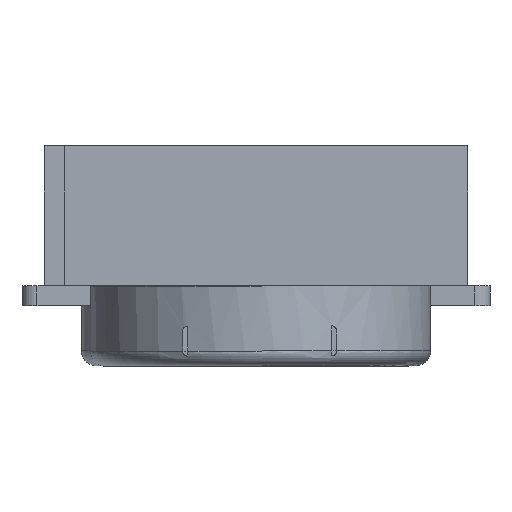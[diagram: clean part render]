
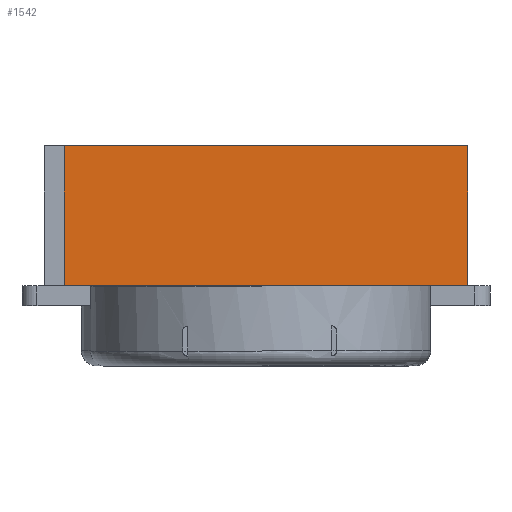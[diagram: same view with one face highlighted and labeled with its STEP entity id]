
A CAD part, front view. The second image highlights one B-rep face of the part: STEP entity #1542.
In plain terms, the highlighted planar face has unit normal (0, -1, 0).
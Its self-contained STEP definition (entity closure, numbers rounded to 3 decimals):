
#82=PLANE('',#1703);
#188=FACE_OUTER_BOUND('',#280,.T.);
#280=EDGE_LOOP('',(#1319,#1320,#1321,#1322));
#368=LINE('',#2455,#496);
#415=LINE('',#2653,#543);
#420=LINE('',#2662,#548);
#421=LINE('',#2664,#549);
#496=VECTOR('',#1932,10.);
#543=VECTOR('',#2089,10.);
#548=VECTOR('',#2096,10.);
#549=VECTOR('',#2099,10.);
#721=VERTEX_POINT('',#2452);
#722=VERTEX_POINT('',#2454);
#762=VERTEX_POINT('',#2652);
#765=VERTEX_POINT('',#2660);
#886=EDGE_CURVE('',#721,#722,#368,.T.);
#962=EDGE_CURVE('',#762,#722,#415,.T.);
#967=EDGE_CURVE('',#721,#765,#420,.T.);
#968=EDGE_CURVE('',#765,#762,#421,.T.);
#1319=ORIENTED_EDGE('',*,*,#886,.F.);
#1320=ORIENTED_EDGE('',*,*,#967,.T.);
#1321=ORIENTED_EDGE('',*,*,#968,.T.);
#1322=ORIENTED_EDGE('',*,*,#962,.T.);
#1542=ADVANCED_FACE('',(#188),#82,.T.);
#1703=AXIS2_PLACEMENT_3D('',#2663,#2097,#2098);
#1932=DIRECTION('',(-1.,0.,0.));
#2089=DIRECTION('',(0.,0.,-1.));
#2096=DIRECTION('',(0.,0.,1.));
#2097=DIRECTION('center_axis',(0.,-1.,0.));
#2098=DIRECTION('ref_axis',(0.,0.,1.));
#2099=DIRECTION('',(-1.,0.,0.));
#2452=CARTESIAN_POINT('',(51.577,-28.661,-19.4));
#2454=CARTESIAN_POINT('',(31.377,-28.661,-19.4));
#2455=CARTESIAN_POINT('',(36.177,-28.661,-19.4));
#2652=CARTESIAN_POINT('',(31.377,-28.661,-12.4));
#2653=CARTESIAN_POINT('',(31.377,-28.661,-19.4));
#2660=CARTESIAN_POINT('',(51.577,-28.661,-12.4));
#2662=CARTESIAN_POINT('',(51.577,-28.661,-19.4));
#2663=CARTESIAN_POINT('Origin',(31.377,-28.661,-19.4));
#2664=CARTESIAN_POINT('',(30.377,-28.661,-12.4));
